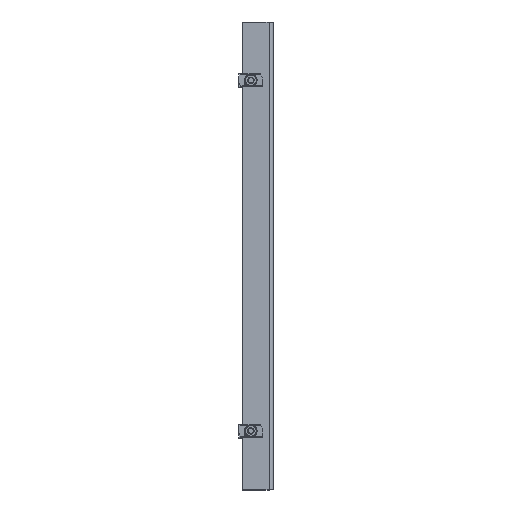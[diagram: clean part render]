
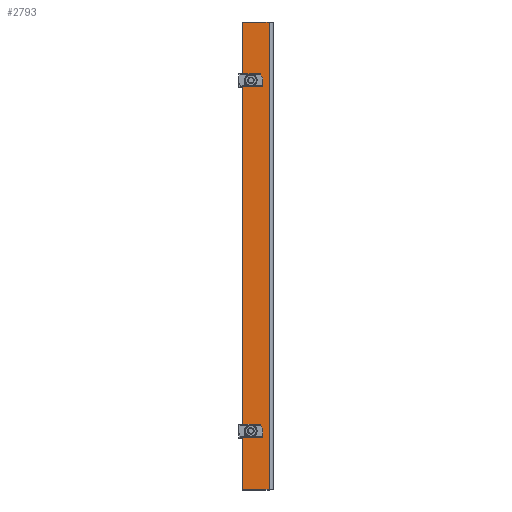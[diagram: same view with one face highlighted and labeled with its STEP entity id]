
A CAD part, top view. The second image highlights one B-rep face of the part: STEP entity #2793.
In plain terms, the highlighted planar face has unit normal (0, 0, 1).
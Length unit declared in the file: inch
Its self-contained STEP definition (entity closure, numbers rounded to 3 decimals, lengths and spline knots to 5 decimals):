
#180=PLANE('',#3057);
#260=LINE('',#4334,#418);
#275=LINE('',#4370,#433);
#278=LINE('',#4376,#436);
#279=LINE('',#4377,#437);
#418=VECTOR('',#3527,27.);
#433=VECTOR('',#3566,1.5535);
#436=VECTOR('',#3571,1.5535);
#437=VECTOR('',#3572,27.);
#703=FACE_BOUND('',#1073,.T.);
#704=FACE_BOUND('',#1074,.T.);
#778=FACE_OUTER_BOUND('',#1072,.T.);
#1072=EDGE_LOOP('',(#2180,#2181,#2182,#2183));
#1073=EDGE_LOOP('',(#2184));
#1074=EDGE_LOOP('',(#2185));
#1290=CIRCLE('',#3039,0.25);
#1292=CIRCLE('',#3042,0.25);
#1438=VERTEX_POINT('',#4320);
#1440=VERTEX_POINT('',#4325);
#1443=VERTEX_POINT('',#4331);
#1444=VERTEX_POINT('',#4333);
#1453=VERTEX_POINT('',#4369);
#1455=VERTEX_POINT('',#4375);
#1696=EDGE_CURVE('',#1438,#1438,#1290,.T.);
#1698=EDGE_CURVE('',#1440,#1440,#1292,.T.);
#1701=EDGE_CURVE('',#1444,#1443,#260,.T.);
#1719=EDGE_CURVE('',#1444,#1453,#275,.T.);
#1722=EDGE_CURVE('',#1455,#1443,#278,.T.);
#1723=EDGE_CURVE('',#1453,#1455,#279,.T.);
#2180=ORIENTED_EDGE('',*,*,#1701,.T.);
#2181=ORIENTED_EDGE('',*,*,#1722,.F.);
#2182=ORIENTED_EDGE('',*,*,#1723,.F.);
#2183=ORIENTED_EDGE('',*,*,#1719,.F.);
#2184=ORIENTED_EDGE('',*,*,#1696,.T.);
#2185=ORIENTED_EDGE('',*,*,#1698,.T.);
#2793=ADVANCED_FACE('',(#778,#703,#704),#180,.T.);
#3039=AXIS2_PLACEMENT_3D('',#4321,#3514,#3515);
#3042=AXIS2_PLACEMENT_3D('',#4326,#3520,#3521);
#3057=AXIS2_PLACEMENT_3D('',#4374,#3569,#3570);
#3514=DIRECTION('center_axis',(0.,0.,-1.));
#3515=DIRECTION('ref_axis',(-1.,0.,0.));
#3520=DIRECTION('center_axis',(0.,0.,-1.));
#3521=DIRECTION('ref_axis',(-1.,0.,0.));
#3527=DIRECTION('',(0.,1.,0.));
#3566=DIRECTION('',(-1.,0.,0.));
#3569=DIRECTION('center_axis',(0.,0.,1.));
#3570=DIRECTION('ref_axis',(1.,0.,0.));
#3571=DIRECTION('',(1.,0.,0.));
#3572=DIRECTION('',(0.,1.,0.));
#4320=CARTESIAN_POINT('',(-0.14063,10.125,0.134));
#4321=CARTESIAN_POINT('Origin',(-0.39063,10.125,0.134));
#4325=CARTESIAN_POINT('',(-0.14063,-10.125,0.134));
#4326=CARTESIAN_POINT('Origin',(-0.39063,-10.125,0.134));
#4331=CARTESIAN_POINT('',(0.66287,13.5,0.134));
#4333=CARTESIAN_POINT('',(0.66288,-13.5,0.134));
#4334=CARTESIAN_POINT('',(0.66288,-6.75,0.134));
#4369=CARTESIAN_POINT('',(-0.89063,-13.5,0.134));
#4370=CARTESIAN_POINT('',(0.89063,-13.5,0.134));
#4374=CARTESIAN_POINT('Origin',(0.,0.,0.134));
#4375=CARTESIAN_POINT('',(-0.89062,13.5,0.134));
#4376=CARTESIAN_POINT('',(-0.89062,13.5,0.134));
#4377=CARTESIAN_POINT('',(-0.89063,-13.5,0.134));
